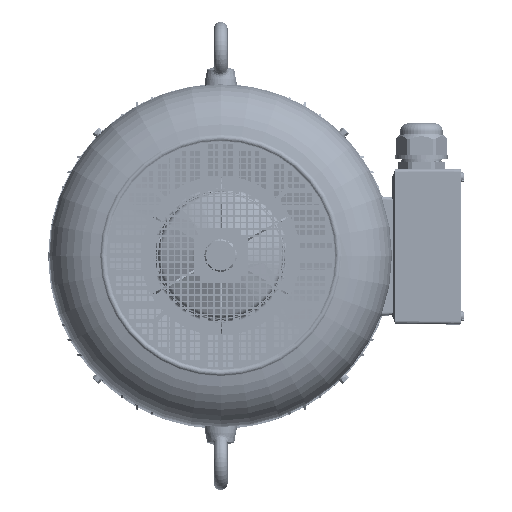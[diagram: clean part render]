
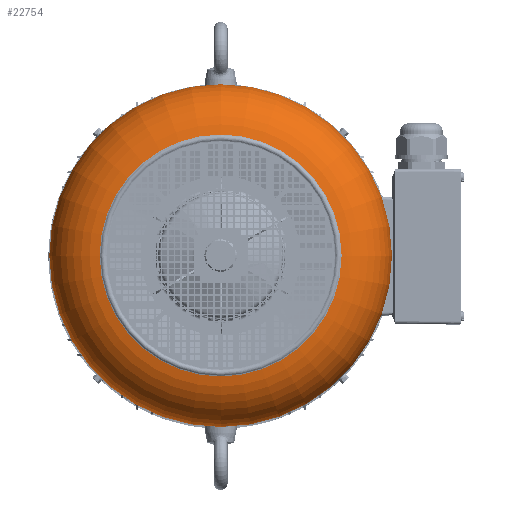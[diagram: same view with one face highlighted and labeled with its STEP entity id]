
A CAD part, top view. The second image highlights one B-rep face of the part: STEP entity #22754.
In plain terms, the highlighted toroidal (fillet/blend) face has major radius 181.5 mm and minor radius 92 mm.
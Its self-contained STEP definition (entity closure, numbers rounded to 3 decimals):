
#4723=TOROIDAL_SURFACE('',#147874,181.5,92.);
#21562=FACE_BOUND('',#39471,.T.);
#21563=FACE_BOUND('',#39472,.T.);
#22754=ADVANCED_FACE('',(#21562,#21563),#4723,.T.);
#39471=EDGE_LOOP('',(#82481));
#39472=EDGE_LOOP('',(#82482));
#82481=ORIENTED_EDGE('',*,*,#132536,.F.);
#82482=ORIENTED_EDGE('',*,*,#132523,.T.);
#119458=VERTEX_POINT('',#208350);
#119471=VERTEX_POINT('',#208431);
#132523=EDGE_CURVE('',#119458,#119458,#144288,.T.);
#132536=EDGE_CURVE('',#119471,#119471,#144295,.T.);
#144288=CIRCLE('',#147865,273.5);
#144295=CIRCLE('',#147873,193.092);
#147865=AXIS2_PLACEMENT_3D('',#208349,#165659,#165660);
#147873=AXIS2_PLACEMENT_3D('',#208430,#165675,#165676);
#147874=AXIS2_PLACEMENT_3D('',#208432,#165677,#165678);
#165659=DIRECTION('',(0.,0.,1.));
#165660=DIRECTION('',(1.,0.,0.));
#165675=DIRECTION('',(0.,0.,1.));
#165676=DIRECTION('',(1.,0.,0.));
#165677=DIRECTION('',(0.,0.,1.));
#165678=DIRECTION('',(1.,0.,0.));
#208349=CARTESIAN_POINT('',(204.672,302.904,799.624));
#208350=CARTESIAN_POINT('',(478.172,302.904,799.624));
#208430=CARTESIAN_POINT('',(204.672,302.904,890.891));
#208431=CARTESIAN_POINT('',(397.764,302.904,890.891));
#208432=CARTESIAN_POINT('',(204.672,302.904,799.624));
